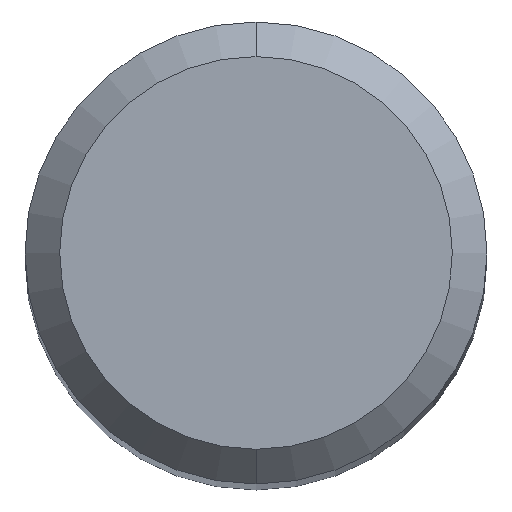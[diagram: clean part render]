
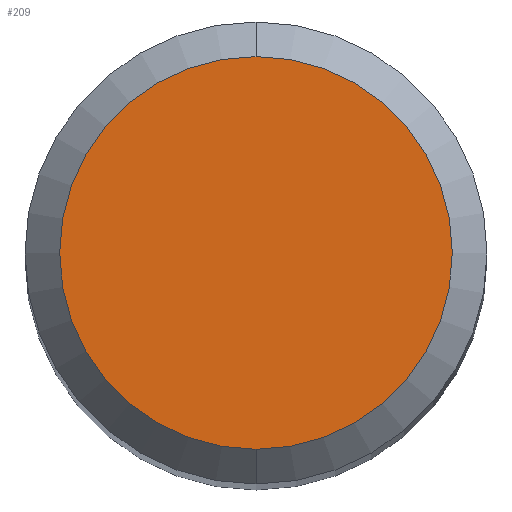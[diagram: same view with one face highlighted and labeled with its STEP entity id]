
A CAD part, top view. The second image highlights one B-rep face of the part: STEP entity #209.
In plain terms, the highlighted planar face has unit normal (0, 0, 1).
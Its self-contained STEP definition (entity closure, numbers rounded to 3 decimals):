
#197=EDGE_CURVE('',#391,#219,#506,.T.);
#209=ADVANCED_FACE('',(#520),#521,.T.);
#219=VERTEX_POINT('',#532);
#271=EDGE_CURVE('',#219,#391,#592,.T.);
#391=VERTEX_POINT('',#721);
#506=CIRCLE('',#874,1.7);
#520=FACE_OUTER_BOUND('',#892,.T.);
#521=PLANE('',#893);
#532=CARTESIAN_POINT('',(0.,-1.7,0.0));
#592=CIRCLE('',#1007,1.7);
#721=CARTESIAN_POINT('',(0.0,1.7,0.0));
#874=AXIS2_PLACEMENT_3D('',#1473,#1474,#1475);
#892=EDGE_LOOP('',(#1493,#1494));
#893=AXIS2_PLACEMENT_3D('',#1495,#1496,#1497);
#1007=AXIS2_PLACEMENT_3D('',#1600,#1601,#1602);
#1473=CARTESIAN_POINT('',(0.0,0.0,0.0));
#1474=DIRECTION('',(0.0,0.0,-1.0));
#1475=DIRECTION('',(0.0,1.0,0.0));
#1493=ORIENTED_EDGE('',*,*,#197,.F.);
#1494=ORIENTED_EDGE('',*,*,#271,.F.);
#1495=CARTESIAN_POINT('',(0.0,0.85,0.0));
#1496=DIRECTION('',(-0.0,0.0,1.0));
#1497=DIRECTION('',(0.0,-1.0,0.0));
#1600=CARTESIAN_POINT('',(0.0,0.0,0.0));
#1601=DIRECTION('',(0.0,0.0,-1.0));
#1602=DIRECTION('',(0.0,1.0,0.0));
